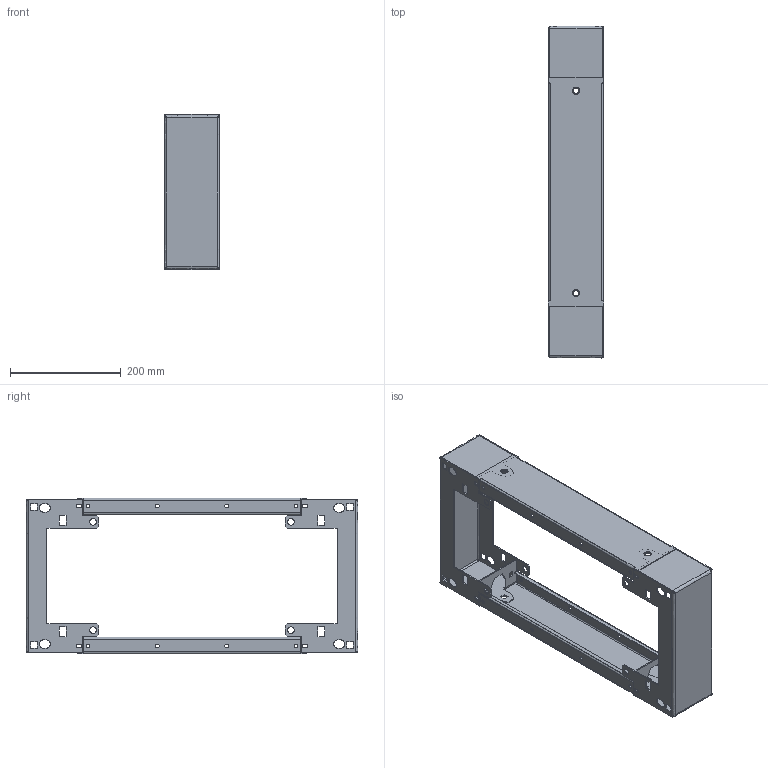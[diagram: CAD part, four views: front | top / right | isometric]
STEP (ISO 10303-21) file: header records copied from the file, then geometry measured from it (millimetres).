
FILE_DESCRIPTION((''),'2;1');
FILE_NAME('ZCLA106030.stp','2016-10-27T15:24:38',('User'),( 'SDRC'),'I-DEAS Master Series 9','UNIX','Yes');
FILE_SCHEMA(('CONFIG_CONTROL_DESIGN', 'GEOMETRIC_VALIDATION_PROPERTIES_MIM','SHAPE_APPEARANCE_LAYER_MIM'));
Length unit declared in the file: millimetre
Assembly tree (4 placements, depth 0):
Bounding box: 100 x 598 x 280.5 mm (x, y, z)
Volume: 545658.3 mm3; surface area: 632274 mm2
Topology: 4 solids, 4 shells, 564 faces, 1588 edges, 1024 vertices
Faces by surface type: bspline 564
Entity records: 9131 total; most frequent: CARTESIAN_POINT 3806, ORIENTED_EDGE 1588, EDGE_CURVE 794, QUASI_UNIFORM_CURVE 626, VERTEX_POINT 512, EDGE_LOOP 346, FACE_OUTER_BOUND 282, ADVANCED_FACE 282
